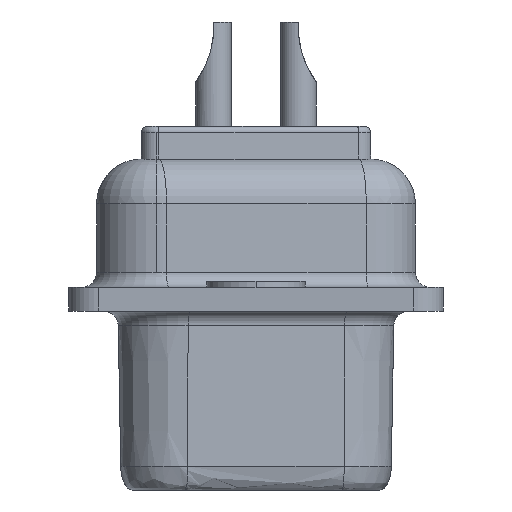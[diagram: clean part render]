
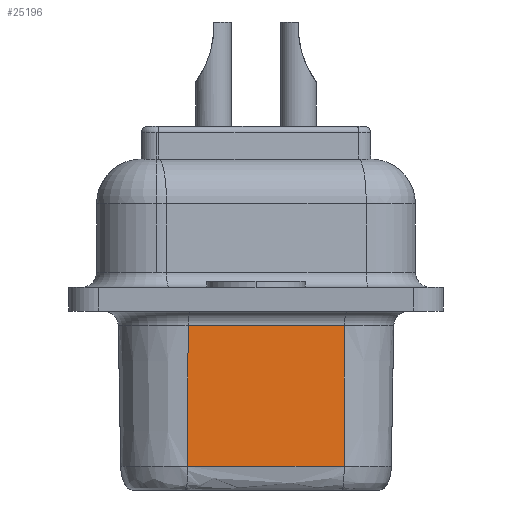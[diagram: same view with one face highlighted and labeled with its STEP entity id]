
A CAD part, left-side view. The second image highlights one B-rep face of the part: STEP entity #25196.
In plain terms, the highlighted planar face has unit normal (-0.985, -0.174, -0.018).
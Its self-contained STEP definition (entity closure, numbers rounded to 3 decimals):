
#651 = VECTOR ( 'NONE', #11484, 1000. ) ;
#730 = VECTOR ( 'NONE', #28302, 1000. ) ;
#2626 = VERTEX_POINT ( 'NONE', #26938 ) ;
#3235 = CARTESIAN_POINT ( 'NONE',  ( -18.925, -2.955, 0. ) ) ;
#4025 = CARTESIAN_POINT ( 'NONE',  ( -19.946, 2.278, 5.509 ) ) ;
#4767 = AXIS2_PLACEMENT_3D ( 'NONE', #9968, #20734, #16503 ) ;
#6671 = ORIENTED_EDGE ( 'NONE', *, *, #8783, .F. ) ;
#8129 = LINE ( 'NONE', #16966, #21862 ) ;
#8503 = CARTESIAN_POINT ( 'NONE',  ( -18.939, -2.957, 0.793 ) ) ;
#8783 = EDGE_CURVE ( 'NONE', #23110, #20619, #23136, .T. ) ;
#9968 = CARTESIAN_POINT ( 'NONE',  ( -19.851, 2.295, 0. ) ) ;
#10026 = DIRECTION ( 'NONE',  ( -0.174, 0.985, 0. ) ) ;
#10148 = ORIENTED_EDGE ( 'NONE', *, *, #10592, .T. ) ;
#10404 = EDGE_CURVE ( 'NONE', #23110, #19228, #8129, .T. ) ;
#10592 = EDGE_CURVE ( 'NONE', #2626, #20619, #25324, .T. ) ;
#11484 = DIRECTION ( 'NONE',  ( 0.017, 0.003, -1. ) ) ;
#12913 = LINE ( 'NONE', #19472, #730 ) ;
#16095 = EDGE_CURVE ( 'NONE', #19228, #2626, #12913, .T. ) ;
#16503 = DIRECTION ( 'NONE',  ( 0.174, -0.985, 0. ) ) ;
#16659 = CARTESIAN_POINT ( 'NONE',  ( -19.865, 2.293, 0.793 ) ) ;
#16966 = CARTESIAN_POINT ( 'NONE',  ( -19.946, 2.278, 5.509 ) ) ;
#18438 = CARTESIAN_POINT ( 'NONE',  ( -19.02, -2.972, 5.509 ) ) ;
#19228 = VERTEX_POINT ( 'NONE', #4025 ) ;
#19472 = CARTESIAN_POINT ( 'NONE',  ( -19.851, 2.295, 0. ) ) ;
#20619 = VERTEX_POINT ( 'NONE', #8503 ) ;
#20734 = DIRECTION ( 'NONE',  ( -0.985, -0.174, -0.017 ) ) ;
#21452 = CARTESIAN_POINT ( 'NONE',  ( -18.939, -2.957, 0.793 ) ) ;
#21862 = VECTOR ( 'NONE', #10026, 1000. ) ;
#22115 = ORIENTED_EDGE ( 'NONE', *, *, #10404, .T. ) ;
#22168 = PLANE ( 'NONE',  #4767 ) ;
#23110 = VERTEX_POINT ( 'NONE', #18438 ) ;
#23136 = LINE ( 'NONE', #3235, #651 ) ;
#23356 = CARTESIAN_POINT ( 'NONE',  ( -19.556, 0.543, 0.793 ) ) ;
#25075 = FACE_OUTER_BOUND ( 'NONE', #25449, .T. ) ;
#25196 = ADVANCED_FACE ( 'NONE', ( #25075 ), #22168, .T. ) ;
#25324 = B_SPLINE_CURVE_WITH_KNOTS ( 'NONE', 3,
 ( #16659, #23356, #25919, #21452 ),
 .UNSPECIFIED., .F., .F.,
 ( 4, 4 ),
 ( 0., 1. ),
 .UNSPECIFIED. ) ;
#25449 = EDGE_LOOP ( 'NONE', ( #27984, #10148, #6671, #22115 ) ) ;
#25919 = CARTESIAN_POINT ( 'NONE',  ( -19.248, -1.207, 0.793 ) ) ;
#26938 = CARTESIAN_POINT ( 'NONE',  ( -19.865, 2.293, 0.793 ) ) ;
#27984 = ORIENTED_EDGE ( 'NONE', *, *, #16095, .T. ) ;
#28302 = DIRECTION ( 'NONE',  ( 0.017, 0.003, -1. ) ) ;
